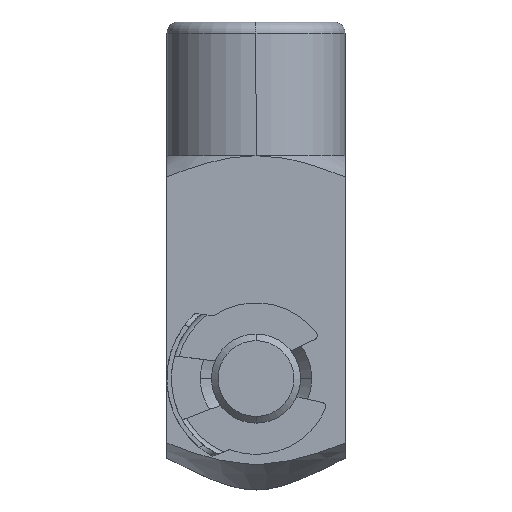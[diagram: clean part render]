
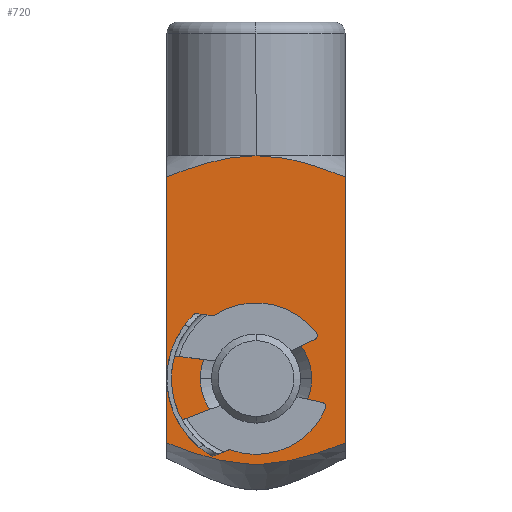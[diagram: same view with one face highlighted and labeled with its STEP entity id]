
A CAD part, left-side view. The second image highlights one B-rep face of the part: STEP entity #720.
In plain terms, the highlighted planar face has unit normal (-1, 0, 0).
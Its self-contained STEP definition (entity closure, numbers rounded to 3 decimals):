
#83 = EDGE_LOOP ( 'NONE', ( #2758, #2922 ) ) ;
#133 = EDGE_LOOP ( 'NONE', ( #2788, #2781, #2783, #2792, #2755 ) ) ;
#168 = PLANE ( 'NONE',  #1936 ) ;
#183 = CARTESIAN_POINT ( 'NONE',  ( -4., 4., -37. ) ) ;
#216 = DIRECTION ( 'NONE',  ( 0., 0., 1. ) ) ;
#233 = VERTEX_POINT ( 'NONE', #679 ) ;
#251 = DIRECTION ( 'NONE',  ( -1., 0., 0. ) ) ;
#287 = CARTESIAN_POINT ( 'NONE',  ( -4., 0., 5. ) ) ;
#312 = VERTEX_POINT ( 'NONE', #667 ) ;
#330 = VERTEX_POINT ( 'NONE', #662 ) ;
#422 = VERTEX_POINT ( 'NONE', #656 ) ;
#434 = VERTEX_POINT ( 'NONE', #494 ) ;
#441 = VERTEX_POINT ( 'NONE', #620 ) ;
#494 = CARTESIAN_POINT ( 'NONE',  ( -4., -2.5, 5. ) ) ;
#516 = VERTEX_POINT ( 'NONE', #629 ) ;
#620 = CARTESIAN_POINT ( 'NONE',  ( -4., -4., 14.043 ) ) ;
#629 = CARTESIAN_POINT ( 'NONE',  ( -4., 2.5, 5. ) ) ;
#656 = CARTESIAN_POINT ( 'NONE',  ( -4., 0., 15. ) ) ;
#662 = CARTESIAN_POINT ( 'NONE',  ( -4., 4., 14.043 ) ) ;
#667 = CARTESIAN_POINT ( 'NONE',  ( -4., 4., 2.111 ) ) ;
#679 = CARTESIAN_POINT ( 'NONE',  ( -4., -4., 2.111 ) ) ;
#720 = ADVANCED_FACE ( 'NONE', ( #2533, #2525 ), #168, .T. ) ;
#746 = B_SPLINE_CURVE_WITH_KNOTS ( 'NONE', 3,
 ( #2133, #2207, #2147, #2148, #2192, #2123, #2121, #2124 ),
 .UNSPECIFIED., .F., .F.,
 ( 4, 2, 2, 4 ),
 ( 0.01, 0.011, 0.012, 0.015 ),
 .UNSPECIFIED. ) ;
#766 = B_SPLINE_CURVE_WITH_KNOTS ( 'NONE', 3,
 ( #1083, #1092, #1093, #1094, #1095, #1096, #1097, #1098, #1099, #1100, #1101, #1102, #1103, #1104, #1105, #1106 ),
 .UNSPECIFIED., .F., .F.,
 ( 4, 2, 2, 2, 2, 2, 2, 4 ),
 ( 0.011, 0.012, 0.013, 0.015, 0.016, 0.017, 0.018, 0.019 ),
 .UNSPECIFIED. ) ;
#767 = B_SPLINE_CURVE_WITH_KNOTS ( 'NONE', 3,
 ( #1091, #1114, #1115, #1116, #1117, #1118, #1119, #1120 ),
 .UNSPECIFIED., .F., .F.,
 ( 4, 2, 2, 4 ),
 ( 0.015, 0.016, 0.017, 0.019 ),
 .UNSPECIFIED. ) ;
#1083 = CARTESIAN_POINT ( 'NONE',  ( -4., 4., 2.111 ) ) ;
#1091 = CARTESIAN_POINT ( 'NONE',  ( -4., 0., 15. ) ) ;
#1092 = CARTESIAN_POINT ( 'NONE',  ( -4., 3.682, 1.981 ) ) ;
#1093 = CARTESIAN_POINT ( 'NONE',  ( -4., 3.36, 1.858 ) ) ;
#1094 = CARTESIAN_POINT ( 'NONE',  ( -4., 2.708, 1.63 ) ) ;
#1095 = CARTESIAN_POINT ( 'NONE',  ( -4., 2.377, 1.526 ) ) ;
#1096 = CARTESIAN_POINT ( 'NONE',  ( -4., 1.38, 1.264 ) ) ;
#1097 = CARTESIAN_POINT ( 'NONE',  ( -4., 0.704, 1.156 ) ) ;
#1098 = CARTESIAN_POINT ( 'NONE',  ( -4., -0.338, 1.154 ) ) ;
#1099 = CARTESIAN_POINT ( 'NONE',  ( -4., -0.685, 1.181 ) ) ;
#1100 = CARTESIAN_POINT ( 'NONE',  ( -4., -1.367, 1.278 ) ) ;
#1101 = CARTESIAN_POINT ( 'NONE',  ( -4., -1.704, 1.35 ) ) ;
#1102 = CARTESIAN_POINT ( 'NONE',  ( -4., -2.372, 1.525 ) ) ;
#1103 = CARTESIAN_POINT ( 'NONE',  ( -4., -2.704, 1.629 ) ) ;
#1104 = CARTESIAN_POINT ( 'NONE',  ( -4., -3.358, 1.857 ) ) ;
#1105 = CARTESIAN_POINT ( 'NONE',  ( -4., -3.68, 1.981 ) ) ;
#1106 = CARTESIAN_POINT ( 'NONE',  ( -4., -4., 2.111 ) ) ;
#1114 = CARTESIAN_POINT ( 'NONE',  ( -4., -0.344, 15. ) ) ;
#1115 = CARTESIAN_POINT ( 'NONE',  ( -4., -0.693, 14.973 ) ) ;
#1116 = CARTESIAN_POINT ( 'NONE',  ( -4., -1.375, 14.875 ) ) ;
#1117 = CARTESIAN_POINT ( 'NONE',  ( -4., -1.711, 14.803 ) ) ;
#1118 = CARTESIAN_POINT ( 'NONE',  ( -4., -2.709, 14.541 ) ) ;
#1119 = CARTESIAN_POINT ( 'NONE',  ( -4., -3.361, 14.304 ) ) ;
#1120 = CARTESIAN_POINT ( 'NONE',  ( -4., -4., 14.043 ) ) ;
#1467 = CARTESIAN_POINT ( 'NONE',  ( -4., 0., 5. ) ) ;
#1484 = DIRECTION ( 'NONE',  ( 1., 0., 0. ) ) ;
#1510 = DIRECTION ( 'NONE',  ( 0., 0., 1. ) ) ;
#1517 = DIRECTION ( 'NONE',  ( 0., 0., 1. ) ) ;
#1545 = CARTESIAN_POINT ( 'NONE',  ( -4., 4., -37. ) ) ;
#1709 = EDGE_CURVE ( 'NONE', #516, #434, #2402, .T. ) ;
#1720 = EDGE_CURVE ( 'NONE', #233, #441, #2405, .T. ) ;
#1726 = EDGE_CURVE ( 'NONE', #330, #422, #746, .T. ) ;
#1744 = AXIS2_PLACEMENT_3D ( 'NONE', #1467, #1484, #1510 ) ;
#1810 = EDGE_CURVE ( 'NONE', #312, #330, #2363, .T. ) ;
#1837 = EDGE_CURVE ( 'NONE', #434, #516, #2333, .T. ) ;
#1904 = AXIS2_PLACEMENT_3D ( 'NONE', #287, #2170, #2179 ) ;
#1936 = AXIS2_PLACEMENT_3D ( 'NONE', #183, #251, #216 ) ;
#2071 = EDGE_CURVE ( 'NONE', #312, #233, #766, .T. ) ;
#2074 = EDGE_CURVE ( 'NONE', #422, #441, #767, .T. ) ;
#2121 = CARTESIAN_POINT ( 'NONE',  ( -4., 0.694, 15. ) ) ;
#2123 = CARTESIAN_POINT ( 'NONE',  ( -4., 1.37, 14.892 ) ) ;
#2124 = CARTESIAN_POINT ( 'NONE',  ( -4., 0., 15. ) ) ;
#2133 = CARTESIAN_POINT ( 'NONE',  ( -4., 4., 14.043 ) ) ;
#2147 = CARTESIAN_POINT ( 'NONE',  ( -4., 3.357, 14.298 ) ) ;
#2148 = CARTESIAN_POINT ( 'NONE',  ( -4., 2.701, 14.527 ) ) ;
#2170 = DIRECTION ( 'NONE',  ( 1., 0., 0. ) ) ;
#2179 = DIRECTION ( 'NONE',  ( 0., 0., 1. ) ) ;
#2186 = DIRECTION ( 'NONE',  ( 0., 0., 1. ) ) ;
#2192 = CARTESIAN_POINT ( 'NONE',  ( -4., 2.37, 14.631 ) ) ;
#2193 = CARTESIAN_POINT ( 'NONE',  ( -4., -4., -37. ) ) ;
#2207 = CARTESIAN_POINT ( 'NONE',  ( -4., 3.68, 14.174 ) ) ;
#2333 = CIRCLE ( 'NONE', #1744, 2.5 ) ;
#2362 = VECTOR ( 'NONE', #1517, 1000. ) ;
#2363 = LINE ( 'NONE', #1545, #2362 ) ;
#2397 = VECTOR ( 'NONE', #2186, 1000. ) ;
#2402 = CIRCLE ( 'NONE', #1904, 2.5 ) ;
#2405 = LINE ( 'NONE', #2193, #2397 ) ;
#2525 = FACE_OUTER_BOUND ( 'NONE', #133, .T. ) ;
#2533 = FACE_BOUND ( 'NONE', #83, .T. ) ;
#2755 = ORIENTED_EDGE ( 'NONE', *, *, #1726, .F. ) ;
#2758 = ORIENTED_EDGE ( 'NONE', *, *, #1837, .T. ) ;
#2781 = ORIENTED_EDGE ( 'NONE', *, *, #2071, .T. ) ;
#2783 = ORIENTED_EDGE ( 'NONE', *, *, #1720, .T. ) ;
#2788 = ORIENTED_EDGE ( 'NONE', *, *, #1810, .F. ) ;
#2792 = ORIENTED_EDGE ( 'NONE', *, *, #2074, .F. ) ;
#2922 = ORIENTED_EDGE ( 'NONE', *, *, #1709, .T. ) ;
